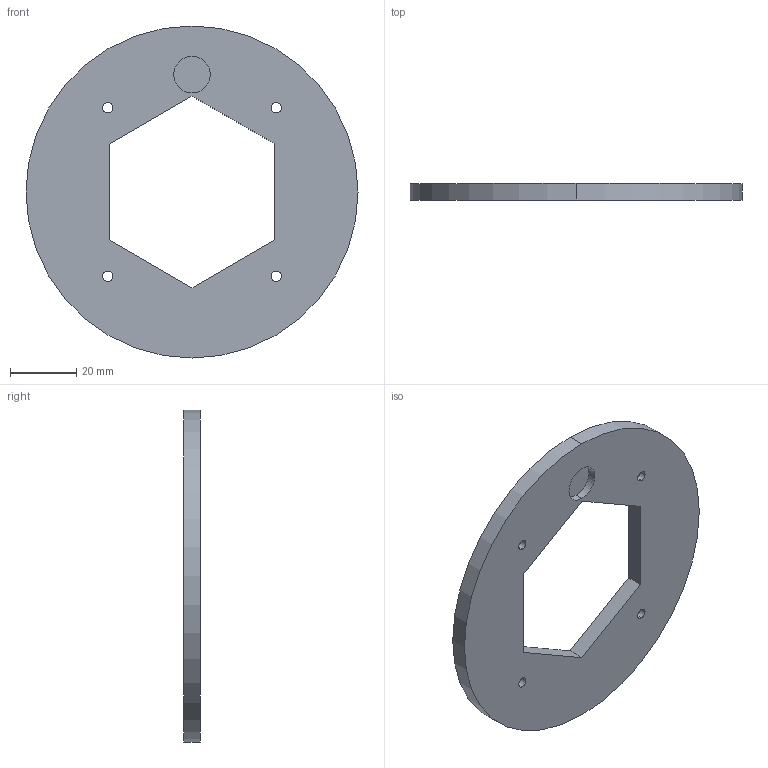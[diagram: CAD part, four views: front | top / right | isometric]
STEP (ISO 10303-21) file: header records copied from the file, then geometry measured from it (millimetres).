
FILE_DESCRIPTION (( 'STEP AP203' ), '1' );
FILE_NAME ('Bottom-Baseplate.STEP', '2024-08-12T01:25:32', ( '' ), ( '' ), 'SwSTEP 2.0', 'SolidWorks 2023', '' );
FILE_SCHEMA (( 'CONFIG_CONTROL_DESIGN' ));
Length unit declared in the file: millimetre
Products named in the file (1): Bottom-Baseplate
Bounding box: 100 x 5 x 100 mm (x, y, z)
Volume: 27671.5 mm3; surface area: 14186.2 mm2
Topology: 1 solids, 1 shells, 33 faces, 78 edges, 52 vertices
Faces by surface type: cylinder 20, plane 13
Entity records: 1069 total; most frequent: DIRECTION 186, CARTESIAN_POINT 164, ORIENTED_EDGE 156, EDGE_CURVE 78, AXIS2_PLACEMENT_3D 74, VERTEX_POINT 52, EDGE_LOOP 48, CIRCLE 40
